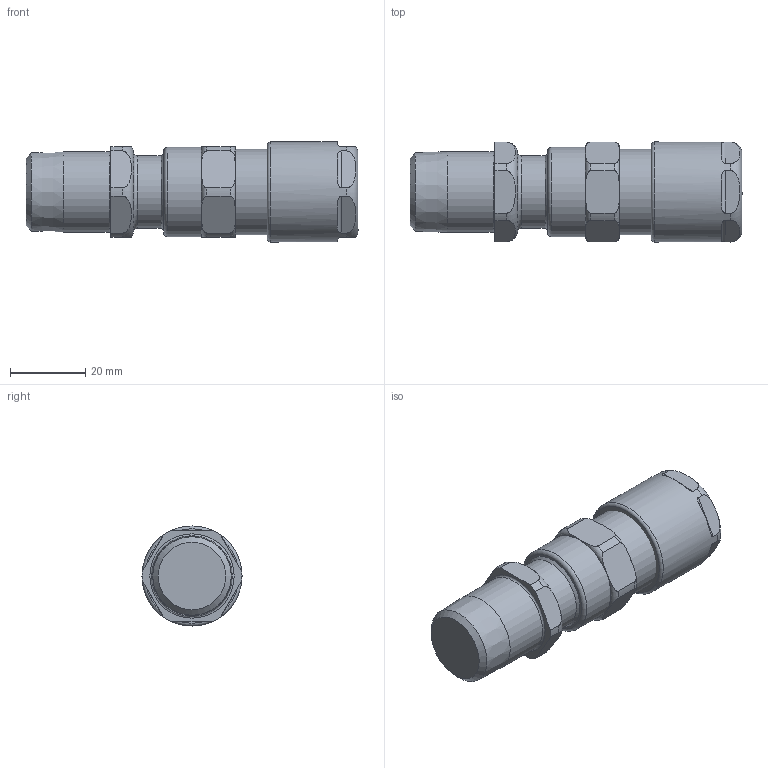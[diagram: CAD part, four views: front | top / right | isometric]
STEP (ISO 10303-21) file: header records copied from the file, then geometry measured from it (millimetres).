
FILE_DESCRIPTION(/* description */ (''),/* implementation_level */ '2;1');
FILE_NAME(/* name */ '501_453_RAC_X O_1_2_NPT.stp',/* time_stamp */ '2021-02-09T16:52:47+05:00',/* author */ ('jgandhi'),/* organization */ (''),/* preprocessor_version */ 'ST-DEVELOPER v18',/* originating_system */ 'Autodesk Inventor 2020',/* authorisation */ '');
FILE_SCHEMA (('AUTOMOTIVE_DESIGN { 1 0 10303 214 3 1 1 }'));
Length unit declared in the file: millimetre
Products named in the file (1): 501_453_RAC_X O_1_2_NPT
Bounding box: 87.96 x 26.5 x 26.5 mm (x, y, z)
Volume: 52590.3 mm3; surface area: 18958 mm2
Topology: 9 solids, 9 shells, 370 faces, 1076 edges, 725 vertices
Faces by surface type: torus 132, cylinder 91, plane 79, cone 66, sphere 2
Full cylindrical faces by diameter (mm): 0.6 x6, 12 x1, 16 x1, 16.05 x1, 16.3 x2, 18 x1, 19 x5, 19.15 x1, 20.512 x1, 21.34 x1, 22.6 x1, 23 x1, 23.65 x1, 24 x1, 26.5 x1
Entity records: 15065 total; most frequent: CARTESIAN_POINT 5031, ORIENTED_EDGE 2148, DIRECTION 2005, EDGE_CURVE 1074, AXIS2_PLACEMENT_3D 888, VERTEX_POINT 725, CIRCLE 517, EDGE_LOOP 377
